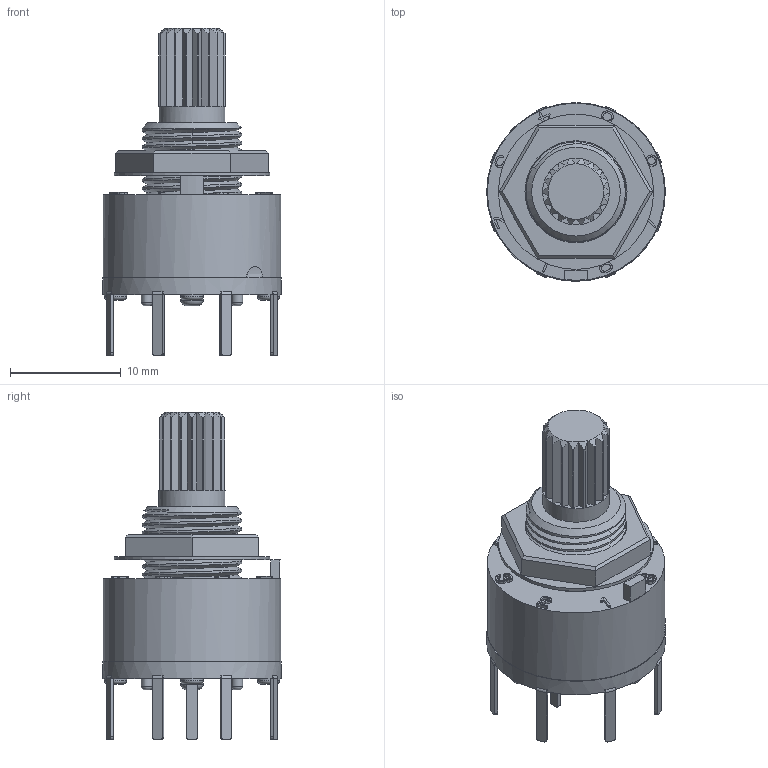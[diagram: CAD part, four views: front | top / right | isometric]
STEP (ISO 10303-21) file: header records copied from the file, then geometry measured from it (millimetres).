
FILE_DESCRIPTION(('FreeCAD Model'),'2;1');
FILE_NAME('Daier RS16-2-4-15VP_Final.step','2019-06-22T17:09:42',('Author'),(''), 'Open CASCADE STEP processor 7.3','FreeCAD','Unknown');
FILE_SCHEMA(('AUTOMOTIVE_DESIGN { 1 0 10303 214 1 1 1 1 }'));
Length unit declared in the file: millimetre
Products named in the file (3): RS16-2-4-15P; Washer; Nut
Bounding box: 16.1 x 16.1 x 29.5 mm (x, y, z)
Volume: 2573.7 mm3; surface area: 2021.1 mm2
Topology: 3 solids, 3 shells, 511 faces, 1310 edges, 842 vertices
Faces by surface type: plane 240, extrusion 154, cylinder 68, bspline 21, cone 19, torus 9
Full cylindrical faces by diameter (mm): 0.5 x12, 1 x4, 2 x5, 6 x1, 9 x7, 9.2 x2, 14 x1, 16 x1, 16.1 x1
Entity records: 22183 total; most frequent: CARTESIAN_POINT 6926, ORIENTED_EDGE 2620, DIRECTION 1981, EDGE_CURVE 1310, VERTEX_POINT 842, VECTOR 833, LINE 679, AXIS2_PLACEMENT_3D 574
